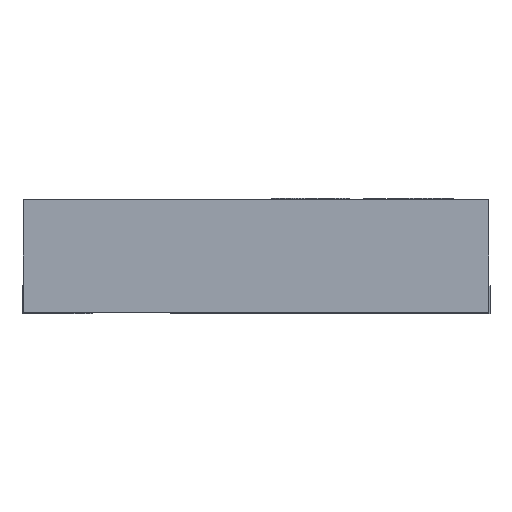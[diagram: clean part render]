
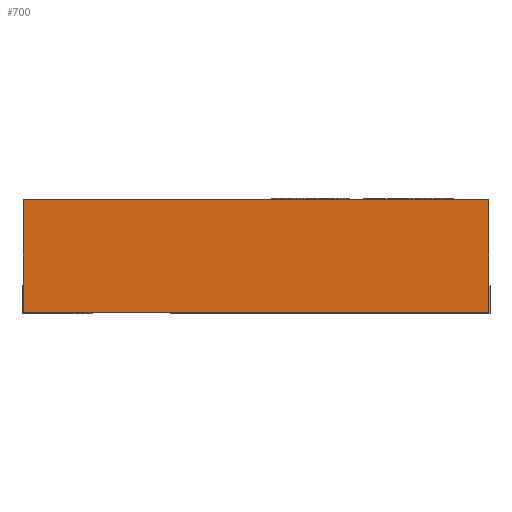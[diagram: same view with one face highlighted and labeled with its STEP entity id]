
A CAD part, front view. The second image highlights one B-rep face of the part: STEP entity #700.
In plain terms, the highlighted planar face has unit normal (0, -1, 0).
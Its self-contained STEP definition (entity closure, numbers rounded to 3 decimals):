
#99 = LINE ( 'NONE', #7621, #6407 ) ;
#310 = DIRECTION ( 'NONE',  ( 0., 0., -1. ) ) ;
#587 = EDGE_CURVE ( 'NONE', #3370, #10071, #2007, .T. ) ;
#700 = ADVANCED_FACE ( 'NONE', ( #1153 ), #13861, .F. ) ;
#1153 = FACE_OUTER_BOUND ( 'NONE', #5768, .T. ) ;
#1808 = ORIENTED_EDGE ( 'NONE', *, *, #8782, .F. ) ;
#2007 = LINE ( 'NONE', #2163, #15958 ) ;
#2163 = CARTESIAN_POINT ( 'NONE',  ( -1.65, -1.65, 0.01 ) ) ;
#2660 = CARTESIAN_POINT ( 'NONE',  ( -1.65, -1.65, 0.81 ) ) ;
#3370 = VERTEX_POINT ( 'NONE', #13420 ) ;
#3622 = ORIENTED_EDGE ( 'NONE', *, *, #9097, .F. ) ;
#4593 = VECTOR ( 'NONE', #7450, 1000. ) ;
#5768 = EDGE_LOOP ( 'NONE', ( #15827, #3622, #1808, #8792 ) ) ;
#6407 = VECTOR ( 'NONE', #8771, 1000. ) ;
#7194 = VECTOR ( 'NONE', #310, 1000. ) ;
#7258 = DIRECTION ( 'NONE',  ( 1., 0., 0. ) ) ;
#7450 = DIRECTION ( 'NONE',  ( 0., 0., -1. ) ) ;
#7621 = CARTESIAN_POINT ( 'NONE',  ( -1.65, -1.65, 0.81 ) ) ;
#7787 = CARTESIAN_POINT ( 'NONE',  ( -1.65, -1.65, 0.81 ) ) ;
#8771 = DIRECTION ( 'NONE',  ( 1., 0., 0. ) ) ;
#8782 = EDGE_CURVE ( 'NONE', #12317, #12872, #99, .T. ) ;
#8792 = ORIENTED_EDGE ( 'NONE', *, *, #11117, .T. ) ;
#8999 = DIRECTION ( 'NONE',  ( 0., 0., 1. ) ) ;
#9097 = EDGE_CURVE ( 'NONE', #12872, #10071, #11473, .T. ) ;
#10071 = VERTEX_POINT ( 'NONE', #11459 ) ;
#10248 = DIRECTION ( 'NONE',  ( 0., 1., 0. ) ) ;
#10778 = CARTESIAN_POINT ( 'NONE',  ( 1.65, -1.65, 0.81 ) ) ;
#11117 = EDGE_CURVE ( 'NONE', #12317, #3370, #15284, .T. ) ;
#11459 = CARTESIAN_POINT ( 'NONE',  ( 1.65, -1.65, 0.01 ) ) ;
#11473 = LINE ( 'NONE', #11808, #7194 ) ;
#11808 = CARTESIAN_POINT ( 'NONE',  ( 1.65, -1.65, 0.81 ) ) ;
#12317 = VERTEX_POINT ( 'NONE', #13584 ) ;
#12872 = VERTEX_POINT ( 'NONE', #10778 ) ;
#13420 = CARTESIAN_POINT ( 'NONE',  ( -1.65, -1.65, 0.01 ) ) ;
#13584 = CARTESIAN_POINT ( 'NONE',  ( -1.65, -1.65, 0.81 ) ) ;
#13861 = PLANE ( 'NONE',  #15435 ) ;
#15284 = LINE ( 'NONE', #7787, #4593 ) ;
#15435 = AXIS2_PLACEMENT_3D ( 'NONE', #2660, #10248, #8999 ) ;
#15827 = ORIENTED_EDGE ( 'NONE', *, *, #587, .T. ) ;
#15958 = VECTOR ( 'NONE', #7258, 1000. ) ;
